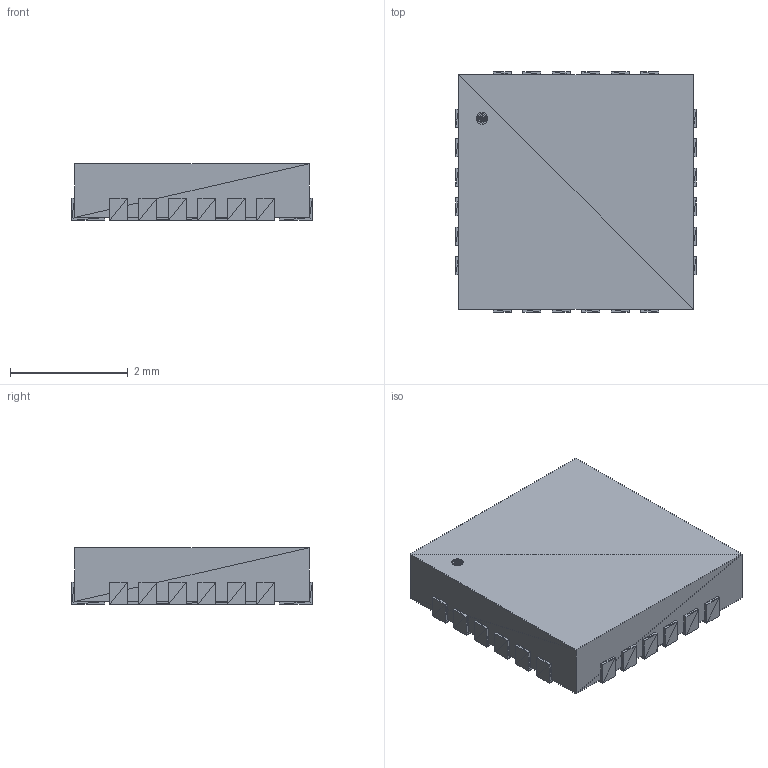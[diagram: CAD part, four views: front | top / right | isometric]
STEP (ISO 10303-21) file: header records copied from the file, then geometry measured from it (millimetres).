
FILE_DESCRIPTION(('STEP AP214'),'1');
FILE_NAME('CP_24_2','2017-07-24T22:40:53',(''),(''),'','','');
FILE_SCHEMA(('AUTOMOTIVE_DESIGN'));
Length unit declared in the file: millimetre
Products named in the file (1): product
Bounding box: 4.09 x 4.09 x 0.97 mm (x, y, z)
Surface area: 74.8 mm2 (no closed solid volume)
Topology: 0 solids, 632 shells, 632 faces, 1896 edges, 1896 vertices
Faces by surface type: plane 632
Entity records: 20915 total; most frequent: CARTESIAN_POINT 4425, DIRECTION 3162, ORIENTED_EDGE 1896, EDGE_CURVE 1896, VERTEX_POINT 1896, LINE 1896, VECTOR 1896, AXIS2_PLACEMENT_3D 633
